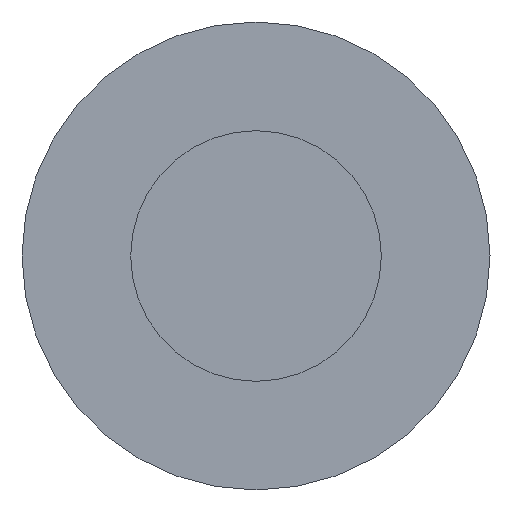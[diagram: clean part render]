
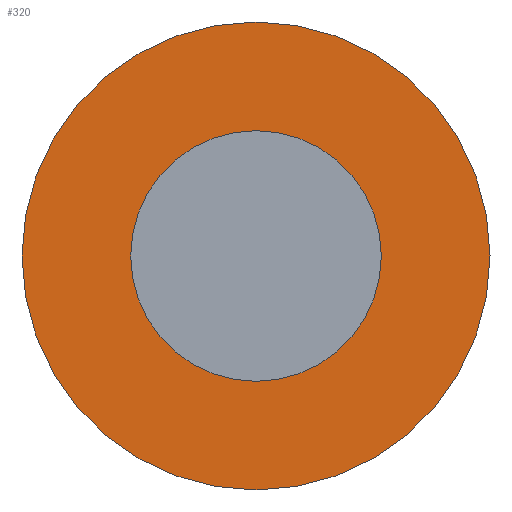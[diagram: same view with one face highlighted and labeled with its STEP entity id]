
A CAD part, front view. The second image highlights one B-rep face of the part: STEP entity #320.
In plain terms, the highlighted planar face has unit normal (0, -1, 0).
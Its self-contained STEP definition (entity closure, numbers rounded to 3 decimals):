
#65=FACE_BOUND('',#94,.T.);
#73=FACE_OUTER_BOUND('',#93,.T.);
#93=EDGE_LOOP('',(#204));
#94=EDGE_LOOP('',(#205));
#115=CIRCLE('',#342,1.5);
#116=CIRCLE('',#344,2.8);
#132=VERTEX_POINT('',#478);
#133=VERTEX_POINT('',#481);
#161=EDGE_CURVE('',#132,#132,#115,.T.);
#162=EDGE_CURVE('',#133,#133,#116,.T.);
#204=ORIENTED_EDGE('',*,*,#162,.T.);
#205=ORIENTED_EDGE('',*,*,#161,.T.);
#284=PLANE('',#343);
#320=ADVANCED_FACE('',(#73,#65),#284,.T.);
#342=AXIS2_PLACEMENT_3D('',#479,#383,#384);
#343=AXIS2_PLACEMENT_3D('',#480,#385,#386);
#344=AXIS2_PLACEMENT_3D('',#482,#387,#388);
#383=DIRECTION('center_axis',(0.,1.,0.));
#384=DIRECTION('ref_axis',(1.,0.,0.));
#385=DIRECTION('center_axis',(0.,-1.,0.));
#386=DIRECTION('ref_axis',(0.,0.,-1.));
#387=DIRECTION('center_axis',(0.,-1.,0.));
#388=DIRECTION('ref_axis',(1.,0.,0.));
#478=CARTESIAN_POINT('',(-1.5,0.,0.));
#479=CARTESIAN_POINT('Origin',(0.,0.,
0.));
#480=CARTESIAN_POINT('Origin',(0.,0.,
0.));
#481=CARTESIAN_POINT('',(-2.8,0.,0.));
#482=CARTESIAN_POINT('Origin',(0.,0.,
0.));
